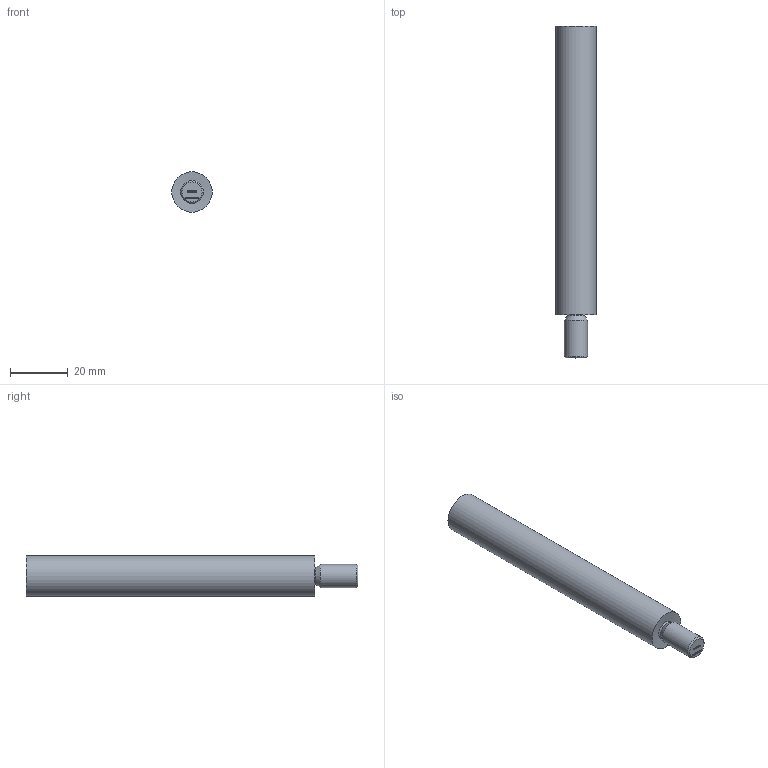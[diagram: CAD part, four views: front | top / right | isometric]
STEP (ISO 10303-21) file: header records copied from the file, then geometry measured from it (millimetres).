
FILE_DESCRIPTION (( 'STEP AP203' ), '1' );
FILE_NAME ('50237-V4A.step', '2023-09-15T08:00:30', ( '' ), ( '' ), 'SwSTEP 2.0', 'SolidWorks 2018', '' );
FILE_SCHEMA (( 'CONFIG_CONTROL_DESIGN' ));
Length unit declared in the file: millimetre
Products named in the file (1): 50237-V4A
Bounding box: 14 x 115 x 14 mm (x, y, z)
Volume: 16100 mm3; surface area: 5105.1 mm2
Topology: 1 solids, 1 shells, 266 faces, 703 edges, 467 vertices
Faces by surface type: plane 157, bspline 103, cone 3, cylinder 2, torus 1
Full cylindrical faces by diameter (mm): 8 x1, 14 x1
Entity records: 13635 total; most frequent: CARTESIAN_POINT 7686, ORIENTED_EDGE 1394, DIRECTION 826, EDGE_CURVE 697, VECTOR 484, LINE 484, VERTEX_POINT 467, EDGE_LOOP 300
